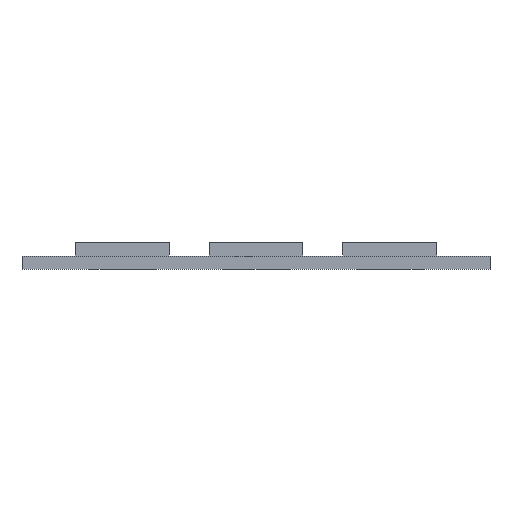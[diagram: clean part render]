
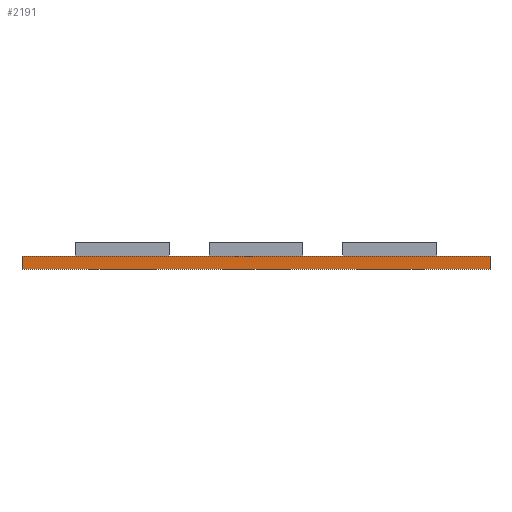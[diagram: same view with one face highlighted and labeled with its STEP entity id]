
A CAD part, front view. The second image highlights one B-rep face of the part: STEP entity #2191.
In plain terms, the highlighted planar face has unit normal (0, -1, 0).
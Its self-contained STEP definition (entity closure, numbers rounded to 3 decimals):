
#107=FACE_OUTER_BOUND('',#239,.T.);
#239=EDGE_LOOP('',(#1699,#1700,#1701,#1702));
#510=LINE('',#3336,#810);
#511=LINE('',#3339,#811);
#512=LINE('',#3341,#812);
#513=LINE('',#3342,#813);
#810=VECTOR('',#2713,10.);
#811=VECTOR('',#2716,10.);
#812=VECTOR('',#2717,10.);
#813=VECTOR('',#2718,10.);
#1054=VERTEX_POINT('',#3332);
#1055=VERTEX_POINT('',#3334);
#1056=VERTEX_POINT('',#3338);
#1057=VERTEX_POINT('',#3340);
#1298=EDGE_CURVE('',#1054,#1055,#510,.T.);
#1299=EDGE_CURVE('',#1056,#1054,#511,.T.);
#1300=EDGE_CURVE('',#1057,#1055,#512,.T.);
#1301=EDGE_CURVE('',#1056,#1057,#513,.T.);
#1699=ORIENTED_EDGE('',*,*,#1299,.T.);
#1700=ORIENTED_EDGE('',*,*,#1298,.T.);
#1701=ORIENTED_EDGE('',*,*,#1300,.F.);
#1702=ORIENTED_EDGE('',*,*,#1301,.F.);
#2068=PLANE('',#2328);
#2191=ADVANCED_FACE('',(#107),#2068,.T.);
#2328=AXIS2_PLACEMENT_3D('',#3337,#2714,#2715);
#2713=DIRECTION('',(0.,0.,1.));
#2714=DIRECTION('center_axis',(0.,-1.,0.));
#2715=DIRECTION('ref_axis',(1.,0.,0.));
#2716=DIRECTION('',(1.,0.,0.));
#2717=DIRECTION('',(1.,0.,0.));
#2718=DIRECTION('',(0.,0.,1.));
#3332=CARTESIAN_POINT('',(350.,0.,0.));
#3334=CARTESIAN_POINT('',(350.,0.,10.));
#3336=CARTESIAN_POINT('',(350.,0.,0.));
#3337=CARTESIAN_POINT('Origin',(0.,0.,0.));
#3338=CARTESIAN_POINT('',(0.,0.,0.));
#3339=CARTESIAN_POINT('',(0.,0.,0.));
#3340=CARTESIAN_POINT('',(0.,0.,10.));
#3341=CARTESIAN_POINT('',(0.,0.,10.));
#3342=CARTESIAN_POINT('',(0.,0.,0.));
